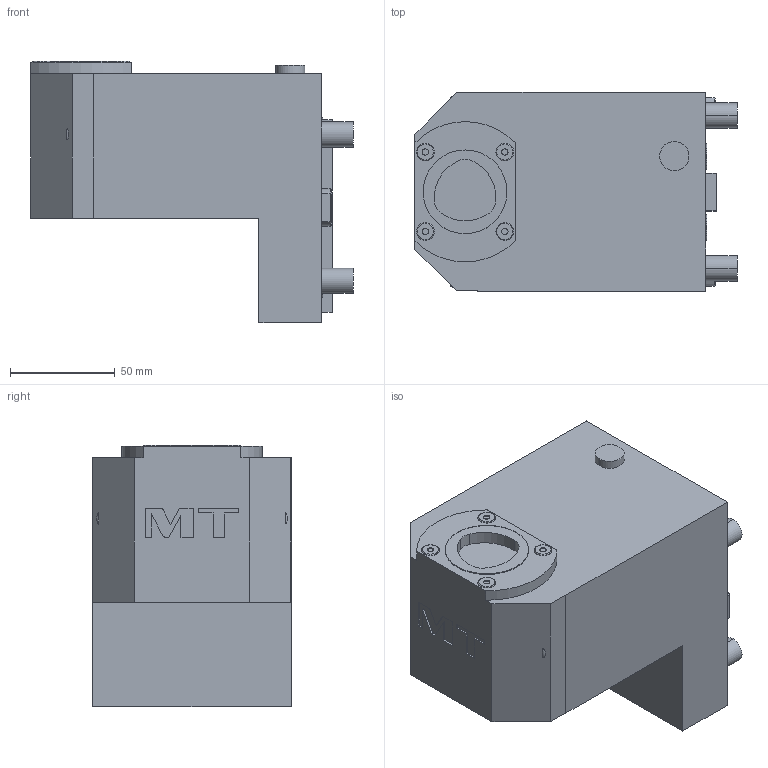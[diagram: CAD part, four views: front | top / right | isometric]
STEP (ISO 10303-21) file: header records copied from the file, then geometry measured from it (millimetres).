
FILE_DESCRIPTION((''),'2;1');
FILE_NAME('DWO3414010_CONF','2023-04-18T09:03:35',('gvalli'),('M.T. srl'),'CREO PARAMETRIC BY PTC INC, 2021072','CREO PARAMETRIC BY PTC INC, 2021072','');
FILE_SCHEMA(('CONFIG_CONTROL_DESIGN'));
Length unit declared in the file: millimetre
Products named in the file (1): DWO3414010_CONF
Bounding box: 154 x 95 x 125 mm (x, y, z)
Volume: 1055746.7 mm3; surface area: 74759.3 mm2
Topology: 1 solids, 1 shells, 129 faces, 297 edges, 194 vertices
Faces by surface type: plane 69, cylinder 40, torus 14, cone 4, extrusion 2
Entity records: 3901 total; most frequent: CARTESIAN_POINT 848, DIRECTION 649, ORIENTED_EDGE 594, EDGE_CURVE 297, AXIS2_PLACEMENT_3D 239, VERTEX_POINT 194, VECTOR 171, LINE 169
